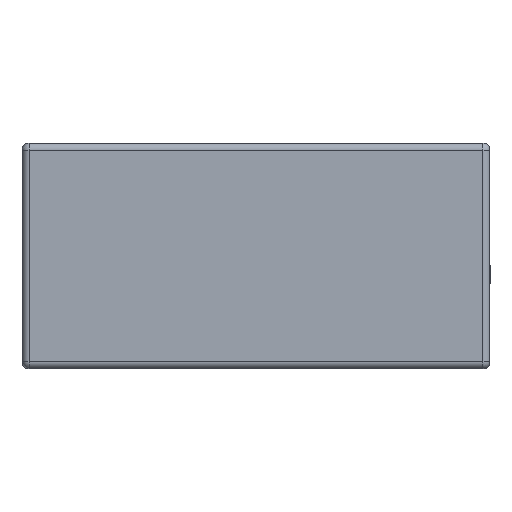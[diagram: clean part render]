
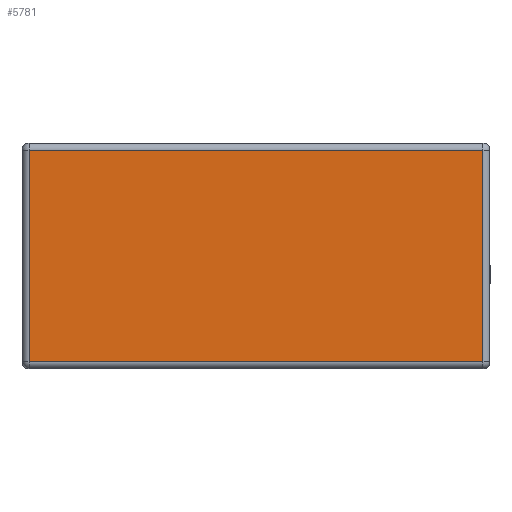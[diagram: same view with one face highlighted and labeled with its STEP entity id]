
A CAD part, left-side view. The second image highlights one B-rep face of the part: STEP entity #5781.
In plain terms, the highlighted planar face has unit normal (-1, 0, 0).
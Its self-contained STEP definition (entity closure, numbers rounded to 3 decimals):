
#32 = CARTESIAN_POINT ( 'NONE',  ( -22.199, -31.255, -0.5 ) ) ;
#90 = CARTESIAN_POINT ( 'NONE',  ( -22.199, 0., -1.5 ) ) ;
#288 = VERTEX_POINT ( 'NONE', #727 ) ;
#727 = CARTESIAN_POINT ( 'NONE',  ( -22.199, 31.245, -0.5 ) ) ;
#889 = VERTEX_POINT ( 'NONE', #7576 ) ;
#1157 = EDGE_CURVE ( 'NONE', #2913, #288, #1298, .T. ) ;
#1224 = VECTOR ( 'NONE', #2500, 1000. ) ;
#1298 = LINE ( 'NONE', #3649, #5332 ) ;
#1499 = ORIENTED_EDGE ( 'NONE', *, *, #3656, .T. ) ;
#1689 = CARTESIAN_POINT ( 'NONE',  ( -22.199, 31.245, 28.643 ) ) ;
#1793 = LINE ( 'NONE', #4397, #1224 ) ;
#1966 = PLANE ( 'NONE',  #4904 ) ;
#2040 = VECTOR ( 'NONE', #4327, 1000. ) ;
#2479 = ORIENTED_EDGE ( 'NONE', *, *, #1157, .T. ) ;
#2500 = DIRECTION ( 'NONE',  ( 0., 1., 0. ) ) ;
#2633 = LINE ( 'NONE', #7250, #2040 ) ;
#2913 = VERTEX_POINT ( 'NONE', #1689 ) ;
#3038 = EDGE_CURVE ( 'NONE', #889, #2913, #1793, .T. ) ;
#3096 = CARTESIAN_POINT ( 'NONE',  ( -22.199, -31.255, 29.643 ) ) ;
#3310 = EDGE_LOOP ( 'NONE', ( #1499, #3797, #2479, #3318 ) ) ;
#3318 = ORIENTED_EDGE ( 'NONE', *, *, #4177, .T. ) ;
#3649 = CARTESIAN_POINT ( 'NONE',  ( -22.199, 31.245, -1.5 ) ) ;
#3656 = EDGE_CURVE ( 'NONE', #6152, #889, #5341, .T. ) ;
#3797 = ORIENTED_EDGE ( 'NONE', *, *, #3038, .T. ) ;
#4177 = EDGE_CURVE ( 'NONE', #288, #6152, #2633, .T. ) ;
#4252 = FACE_OUTER_BOUND ( 'NONE', #3310, .T. ) ;
#4295 = DIRECTION ( 'NONE',  ( -1., 0., 0. ) ) ;
#4327 = DIRECTION ( 'NONE',  ( 0., -1., 0. ) ) ;
#4397 = CARTESIAN_POINT ( 'NONE',  ( -22.199, 0., 28.643 ) ) ;
#4904 = AXIS2_PLACEMENT_3D ( 'NONE', #90, #4295, #6684 ) ;
#4916 = DIRECTION ( 'NONE',  ( 0., 0., 1. ) ) ;
#5332 = VECTOR ( 'NONE', #5807, 1000. ) ;
#5341 = LINE ( 'NONE', #3096, #5473 ) ;
#5473 = VECTOR ( 'NONE', #4916, 1000. ) ;
#5781 = ADVANCED_FACE ( 'NONE', ( #4252 ), #1966, .T. ) ;
#5807 = DIRECTION ( 'NONE',  ( 0., 0., -1. ) ) ;
#6152 = VERTEX_POINT ( 'NONE', #32 ) ;
#6684 = DIRECTION ( 'NONE',  ( 0., -1., 0. ) ) ;
#7250 = CARTESIAN_POINT ( 'NONE',  ( -22.199, -32.255, -0.5 ) ) ;
#7576 = CARTESIAN_POINT ( 'NONE',  ( -22.199, -31.255, 28.643 ) ) ;
